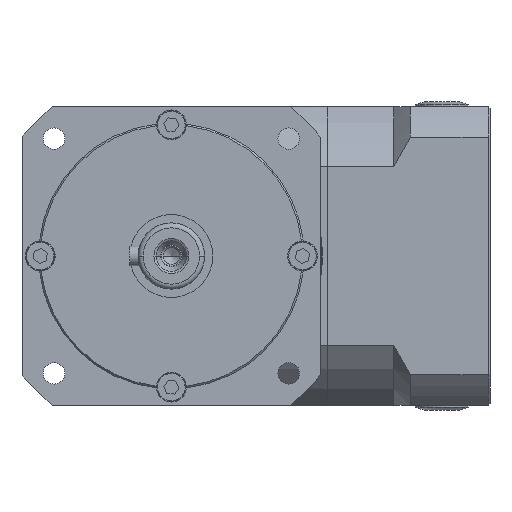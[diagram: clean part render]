
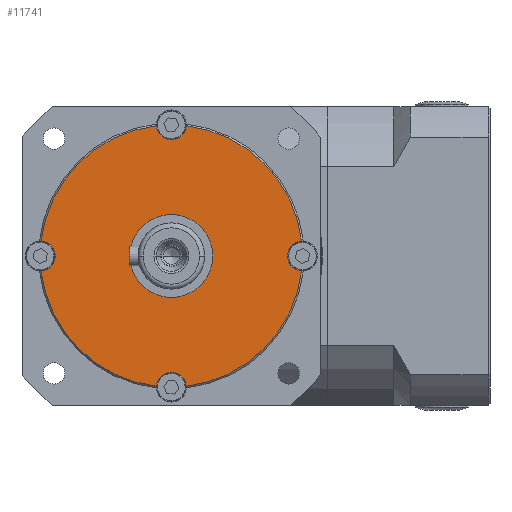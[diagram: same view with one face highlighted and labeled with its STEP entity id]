
A CAD part, left-side view. The second image highlights one B-rep face of the part: STEP entity #11741.
In plain terms, the highlighted planar face has unit normal (-1, 0, 0).
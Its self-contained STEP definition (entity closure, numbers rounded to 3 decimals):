
#24 = ORIENTED_EDGE ( 'NONE', *, *, #5095, .F. ) ;
#413 = ORIENTED_EDGE ( 'NONE', *, *, #3158, .F. ) ;
#449 = DIRECTION ( 'NONE',  ( 0., 0., -1. ) ) ;
#624 = CIRCLE ( 'NONE', #11567, 39.5 ) ;
#724 = ORIENTED_EDGE ( 'NONE', *, *, #6390, .F. ) ;
#802 = EDGE_CURVE ( 'NONE', #12386, #13623, #2462, .T. ) ;
#804 = EDGE_CURVE ( 'NONE', #9742, #14316, #12795, .T. ) ;
#1210 = EDGE_CURVE ( 'NONE', #2478, #10704, #15832, .T. ) ;
#1809 = DIRECTION ( 'NONE',  ( 0., 0., -1. ) ) ;
#2050 = CIRCLE ( 'NONE', #12686, 4.5 ) ;
#2268 = CARTESIAN_POINT ( 'NONE',  ( -75.5, 0., -35. ) ) ;
#2396 = DIRECTION ( 'NONE',  ( -1., 0., 0. ) ) ;
#2462 = CIRCLE ( 'NONE', #6420, 4.5 ) ;
#2478 = VERTEX_POINT ( 'NONE', #13468 ) ;
#2580 = DIRECTION ( 'NONE',  ( 0., 0., 1. ) ) ;
#2669 = CARTESIAN_POINT ( 'NONE',  ( -75.5, 4.493, -39.244 ) ) ;
#2882 = CIRCLE ( 'NONE', #14462, 4.5 ) ;
#3158 = EDGE_CURVE ( 'NONE', #15763, #9742, #4231, .T. ) ;
#3407 = DIRECTION ( 'NONE',  ( 1., 0., 0. ) ) ;
#3658 = CARTESIAN_POINT ( 'NONE',  ( -75.5, 4.493, 39.244 ) ) ;
#3811 = DIRECTION ( 'NONE',  ( 0., 0., 1. ) ) ;
#3929 = DIRECTION ( 'NONE',  ( 0., 0., -1. ) ) ;
#4115 = CIRCLE ( 'NONE', #11422, 39.5 ) ;
#4231 = CIRCLE ( 'NONE', #5463, 39.5 ) ;
#4243 = ORIENTED_EDGE ( 'NONE', *, *, #8346, .F. ) ;
#4290 = VERTEX_POINT ( 'NONE', #12599 ) ;
#4636 = AXIS2_PLACEMENT_3D ( 'NONE', #5718, #2396, #2580 ) ;
#4722 = CARTESIAN_POINT ( 'NONE',  ( -75.5, -4.493, 39.244 ) ) ;
#4835 = CARTESIAN_POINT ( 'NONE',  ( -75.5, 0., 0. ) ) ;
#5095 = EDGE_CURVE ( 'NONE', #14316, #8853, #14232, .T. ) ;
#5225 = ORIENTED_EDGE ( 'NONE', *, *, #1210, .F. ) ;
#5238 = DIRECTION ( 'NONE',  ( 0., 0., 1. ) ) ;
#5463 = AXIS2_PLACEMENT_3D ( 'NONE', #16992, #11355, #3929 ) ;
#5718 = CARTESIAN_POINT ( 'NONE',  ( -75.5, 39.5, 0. ) ) ;
#6390 = EDGE_CURVE ( 'NONE', #4290, #2478, #4115, .T. ) ;
#6417 = EDGE_CURVE ( 'NONE', #10704, #15763, #8997, .T. ) ;
#6420 = AXIS2_PLACEMENT_3D ( 'NONE', #10776, #10872, #10968 ) ;
#6688 = CARTESIAN_POINT ( 'NONE',  ( -75.5, 39.5, 0. ) ) ;
#6893 = DIRECTION ( 'NONE',  ( 0., 0., 1. ) ) ;
#6929 = DIRECTION ( 'NONE',  ( 0., 0., 1. ) ) ;
#8078 = DIRECTION ( 'NONE',  ( -1., 0., 0. ) ) ;
#8346 = EDGE_CURVE ( 'NONE', #13623, #10658, #624, .T. ) ;
#8853 = VERTEX_POINT ( 'NONE', #3658 ) ;
#8997 = CIRCLE ( 'NONE', #10821, 4.5 ) ;
#9209 = EDGE_LOOP ( 'NONE', ( #15514, #24, #10376, #413, #15424, #5225, #724, #11791, #4243, #12387 ) ) ;
#9553 = DIRECTION ( 'NONE',  ( -1., 0., 0. ) ) ;
#9592 = DIRECTION ( 'NONE',  ( -1., 0., 0. ) ) ;
#9742 = VERTEX_POINT ( 'NONE', #15574 ) ;
#9801 = PLANE ( 'NONE',  #4636 ) ;
#10256 = CARTESIAN_POINT ( 'NONE',  ( -75.5, -39.244, 4.493 ) ) ;
#10376 = ORIENTED_EDGE ( 'NONE', *, *, #804, .F. ) ;
#10399 = DIRECTION ( 'NONE',  ( -1., 0., 0. ) ) ;
#10658 = VERTEX_POINT ( 'NONE', #10256 ) ;
#10659 = DIRECTION ( 'NONE',  ( 1., 0., 0. ) ) ;
#10677 = DIRECTION ( 'NONE',  ( 1., 0., 0. ) ) ;
#10704 = VERTEX_POINT ( 'NONE', #2268 ) ;
#10776 = CARTESIAN_POINT ( 'NONE',  ( -75.5, 0., 39.5 ) ) ;
#10821 = AXIS2_PLACEMENT_3D ( 'NONE', #11308, #9592, #6929 ) ;
#10872 = DIRECTION ( 'NONE',  ( -1., 0., 0. ) ) ;
#10968 = DIRECTION ( 'NONE',  ( 0., 0., 1. ) ) ;
#11308 = CARTESIAN_POINT ( 'NONE',  ( -75.5, 0., -39.5 ) ) ;
#11355 = DIRECTION ( 'NONE',  ( 1., 0., 0. ) ) ;
#11422 = AXIS2_PLACEMENT_3D ( 'NONE', #14969, #10659, #1809 ) ;
#11567 = AXIS2_PLACEMENT_3D ( 'NONE', #4835, #3407, #449 ) ;
#11741 = ADVANCED_FACE ( 'NONE', ( #18773 ), #9801, .T. ) ;
#11791 = ORIENTED_EDGE ( 'NONE', *, *, #16746, .F. ) ;
#11834 = DIRECTION ( 'NONE',  ( 0., 0., 1. ) ) ;
#12198 = CARTESIAN_POINT ( 'NONE',  ( -75.5, 0., -39.5 ) ) ;
#12386 = VERTEX_POINT ( 'NONE', #17404 ) ;
#12387 = ORIENTED_EDGE ( 'NONE', *, *, #802, .F. ) ;
#12588 = DIRECTION ( 'NONE',  ( -1., 0., 0. ) ) ;
#12599 = CARTESIAN_POINT ( 'NONE',  ( -75.5, -39.244, -4.493 ) ) ;
#12686 = AXIS2_PLACEMENT_3D ( 'NONE', #13081, #10399, #11834 ) ;
#12795 = CIRCLE ( 'NONE', #13106, 4.5 ) ;
#13081 = CARTESIAN_POINT ( 'NONE',  ( -75.5, -39.5, 0. ) ) ;
#13106 = AXIS2_PLACEMENT_3D ( 'NONE', #6688, #12588, #3811 ) ;
#13468 = CARTESIAN_POINT ( 'NONE',  ( -75.5, -4.493, -39.244 ) ) ;
#13623 = VERTEX_POINT ( 'NONE', #4722 ) ;
#13655 = DIRECTION ( 'NONE',  ( 0., 0., -1. ) ) ;
#14056 = CARTESIAN_POINT ( 'NONE',  ( -75.5, 0., 39.5 ) ) ;
#14232 = CIRCLE ( 'NONE', #15168, 39.5 ) ;
#14311 = AXIS2_PLACEMENT_3D ( 'NONE', #12198, #8078, #5238 ) ;
#14316 = VERTEX_POINT ( 'NONE', #14507 ) ;
#14462 = AXIS2_PLACEMENT_3D ( 'NONE', #14056, #9553, #6893 ) ;
#14507 = CARTESIAN_POINT ( 'NONE',  ( -75.5, 39.244, 4.493 ) ) ;
#14969 = CARTESIAN_POINT ( 'NONE',  ( -75.5, 0., 0. ) ) ;
#15081 = CARTESIAN_POINT ( 'NONE',  ( -75.5, 0., 0. ) ) ;
#15168 = AXIS2_PLACEMENT_3D ( 'NONE', #15081, #10677, #13655 ) ;
#15415 = EDGE_CURVE ( 'NONE', #8853, #12386, #2882, .T. ) ;
#15424 = ORIENTED_EDGE ( 'NONE', *, *, #6417, .F. ) ;
#15514 = ORIENTED_EDGE ( 'NONE', *, *, #15415, .F. ) ;
#15574 = CARTESIAN_POINT ( 'NONE',  ( -75.5, 39.244, -4.493 ) ) ;
#15763 = VERTEX_POINT ( 'NONE', #2669 ) ;
#15832 = CIRCLE ( 'NONE', #14311, 4.5 ) ;
#16746 = EDGE_CURVE ( 'NONE', #10658, #4290, #2050, .T. ) ;
#16992 = CARTESIAN_POINT ( 'NONE',  ( -75.5, 0., 0. ) ) ;
#17404 = CARTESIAN_POINT ( 'NONE',  ( -75.5, 0., 35. ) ) ;
#18773 = FACE_OUTER_BOUND ( 'NONE', #9209, .T. ) ;
